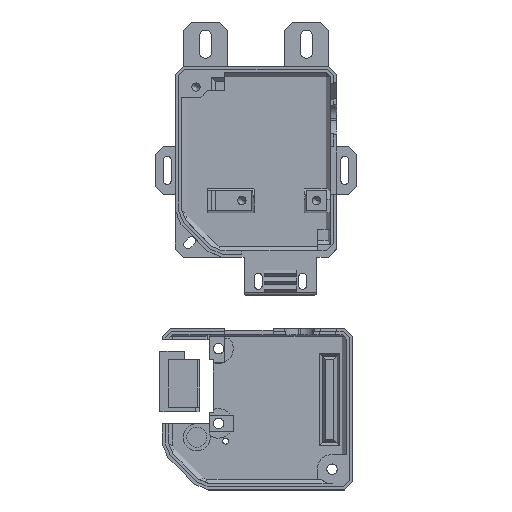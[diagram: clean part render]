
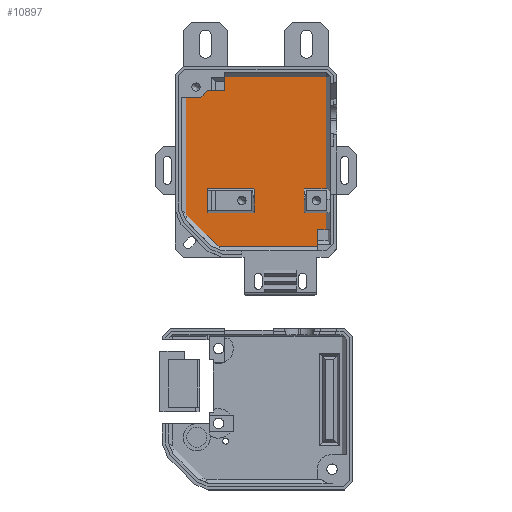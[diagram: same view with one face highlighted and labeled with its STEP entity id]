
A CAD part, top view. The second image highlights one B-rep face of the part: STEP entity #10897.
In plain terms, the highlighted face is planar.
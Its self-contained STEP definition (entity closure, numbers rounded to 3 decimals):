
#137=FACE_BOUND('',#1098,.T.);
#477=FACE_OUTER_BOUND('',#1097,.T.);
#1097=EDGE_LOOP('',(#8083,#8084,#8085,#8086,#8087,#8088,#8089,#8090,#8091,
#8092,#8093,#8094,#8095,#8096,#8097,#8098,#8099));
#1098=EDGE_LOOP('',(#8100,#8101,#8102,#8103));
#2059=LINE('',#15937,#3463);
#2085=LINE('',#15989,#3489);
#2098=LINE('',#16015,#3502);
#2101=LINE('',#16020,#3505);
#2108=LINE('',#16039,#3512);
#2111=LINE('',#16044,#3515);
#2113=LINE('',#16048,#3517);
#2114=LINE('',#16062,#3518);
#2115=LINE('',#16063,#3519);
#2116=LINE('',#16065,#3520);
#2117=LINE('',#16067,#3521);
#2118=LINE('',#16069,#3522);
#2119=LINE('',#16071,#3523);
#2120=LINE('',#16072,#3524);
#2121=LINE('',#16085,#3525);
#3463=VECTOR('',#12858,10.);
#3489=VECTOR('',#12898,10.);
#3502=VECTOR('',#12923,10.);
#3505=VECTOR('',#12930,10.);
#3512=VECTOR('',#12943,10.);
#3515=VECTOR('',#12948,10.);
#3517=VECTOR('',#12952,10.);
#3518=VECTOR('',#12957,10.);
#3519=VECTOR('',#12958,10.);
#3520=VECTOR('',#12959,10.);
#3521=VECTOR('',#12960,10.);
#3522=VECTOR('',#12961,10.);
#3523=VECTOR('',#12962,10.);
#3524=VECTOR('',#12963,10.);
#3525=VECTOR('',#12964,10.);
#4363=B_SPLINE_CURVE_WITH_KNOTS('',3,(#14845,#14846,#14847,#14848),
 .UNSPECIFIED.,.F.,.F.,(4,4),(0.173,1.),.UNSPECIFIED.);
#4367=B_SPLINE_CURVE_WITH_KNOTS('',3,(#16052,#16053,#16054,#16055),
 .UNSPECIFIED.,.F.,.F.,(4,4),(0.,1.),.UNSPECIFIED.);
#4368=B_SPLINE_CURVE_WITH_KNOTS('',3,(#16057,#16058,#16059,#16060),
 .UNSPECIFIED.,.F.,.F.,(4,4),(0.,0.827),.UNSPECIFIED.);
#4369=B_SPLINE_CURVE_WITH_KNOTS('',3,(#16075,#16076,#16077,#16078),
 .UNSPECIFIED.,.F.,.F.,(4,4),(-1.,0.),.UNSPECIFIED.);
#4370=B_SPLINE_CURVE_WITH_KNOTS('',3,(#16080,#16081,#16082,#16083),
 .UNSPECIFIED.,.F.,.F.,(4,4),(-1.,0.),.UNSPECIFIED.);
#4371=B_SPLINE_CURVE_WITH_KNOTS('',3,(#16086,#16087,#16088,#16089),
 .UNSPECIFIED.,.F.,.F.,(4,4),(-1.,0.),.UNSPECIFIED.);
#4443=VERTEX_POINT('',#14837);
#4444=VERTEX_POINT('',#14844);
#4836=VERTEX_POINT('',#15934);
#4837=VERTEX_POINT('',#15936);
#4855=VERTEX_POINT('',#15986);
#4856=VERTEX_POINT('',#15988);
#4863=VERTEX_POINT('',#16014);
#4868=VERTEX_POINT('',#16037);
#4869=VERTEX_POINT('',#16042);
#4870=VERTEX_POINT('',#16046);
#4871=VERTEX_POINT('',#16051);
#4872=VERTEX_POINT('',#16056);
#4873=VERTEX_POINT('',#16061);
#4874=VERTEX_POINT('',#16064);
#4875=VERTEX_POINT('',#16066);
#4876=VERTEX_POINT('',#16068);
#4877=VERTEX_POINT('',#16070);
#4878=VERTEX_POINT('',#16073);
#4879=VERTEX_POINT('',#16074);
#4880=VERTEX_POINT('',#16079);
#4881=VERTEX_POINT('',#16084);
#5469=EDGE_CURVE('',#4444,#4443,#4363,.T.);
#6003=EDGE_CURVE('',#4837,#4836,#2059,.T.);
#6029=EDGE_CURVE('',#4856,#4855,#2085,.T.);
#6042=EDGE_CURVE('',#4863,#4837,#2098,.T.);
#6045=EDGE_CURVE('',#4836,#4444,#2101,.T.);
#6054=EDGE_CURVE('',#4855,#4868,#2108,.T.);
#6057=EDGE_CURVE('',#4868,#4869,#2111,.T.);
#6059=EDGE_CURVE('',#4869,#4870,#2113,.T.);
#6060=EDGE_CURVE('',#4443,#4871,#4367,.T.);
#6061=EDGE_CURVE('',#4871,#4872,#4368,.T.);
#6062=EDGE_CURVE('',#4872,#4873,#2114,.T.);
#6063=EDGE_CURVE('',#4873,#4856,#2115,.T.);
#6064=EDGE_CURVE('',#4870,#4874,#2116,.T.);
#6065=EDGE_CURVE('',#4874,#4875,#2117,.T.);
#6066=EDGE_CURVE('',#4875,#4876,#2118,.T.);
#6067=EDGE_CURVE('',#4876,#4877,#2119,.T.);
#6068=EDGE_CURVE('',#4877,#4863,#2120,.T.);
#6069=EDGE_CURVE('',#4878,#4879,#4369,.T.);
#6070=EDGE_CURVE('',#4879,#4880,#4370,.T.);
#6071=EDGE_CURVE('',#4880,#4881,#2121,.T.);
#6072=EDGE_CURVE('',#4881,#4878,#4371,.T.);
#8083=ORIENTED_EDGE('',*,*,#6003,.T.);
#8084=ORIENTED_EDGE('',*,*,#6045,.T.);
#8085=ORIENTED_EDGE('',*,*,#5469,.T.);
#8086=ORIENTED_EDGE('',*,*,#6060,.T.);
#8087=ORIENTED_EDGE('',*,*,#6061,.T.);
#8088=ORIENTED_EDGE('',*,*,#6062,.T.);
#8089=ORIENTED_EDGE('',*,*,#6063,.T.);
#8090=ORIENTED_EDGE('',*,*,#6029,.T.);
#8091=ORIENTED_EDGE('',*,*,#6054,.T.);
#8092=ORIENTED_EDGE('',*,*,#6057,.T.);
#8093=ORIENTED_EDGE('',*,*,#6059,.T.);
#8094=ORIENTED_EDGE('',*,*,#6064,.T.);
#8095=ORIENTED_EDGE('',*,*,#6065,.T.);
#8096=ORIENTED_EDGE('',*,*,#6066,.T.);
#8097=ORIENTED_EDGE('',*,*,#6067,.T.);
#8098=ORIENTED_EDGE('',*,*,#6068,.T.);
#8099=ORIENTED_EDGE('',*,*,#6042,.T.);
#8100=ORIENTED_EDGE('',*,*,#6069,.T.);
#8101=ORIENTED_EDGE('',*,*,#6070,.T.);
#8102=ORIENTED_EDGE('',*,*,#6071,.T.);
#8103=ORIENTED_EDGE('',*,*,#6072,.T.);
#10385=PLANE('',#11518);
#10897=ADVANCED_FACE('',(#477,#137),#10385,.F.);
#11518=AXIS2_PLACEMENT_3D('',#16050,#12955,#12956);
#12858=DIRECTION('',(0.,0.,-1.));
#12898=DIRECTION('',(-1.,0.,0.));
#12923=DIRECTION('',(1.,0.,0.));
#12930=DIRECTION('',(1.,0.,0.));
#12943=DIRECTION('',(0.,0.,1.));
#12948=DIRECTION('',(-0.707,0.,0.707));
#12952=DIRECTION('',(0.,0.,1.));
#12955=DIRECTION('center_axis',(0.,1.,0.));
#12956=DIRECTION('ref_axis',(1.,0.,0.));
#12957=DIRECTION('',(1.,0.,0.));
#12958=DIRECTION('',(0.,0.,1.));
#12959=DIRECTION('',(-1.,0.,0.));
#12960=DIRECTION('',(-0.924,0.,-0.383));
#12961=DIRECTION('',(-0.707,0.,-0.707));
#12962=DIRECTION('',(-0.383,0.,-0.924));
#12963=DIRECTION('',(0.,0.,-1.));
#12964=DIRECTION('',(1.,0.,0.));
#14837=CARTESIAN_POINT('',(9.427,4.136,13.946));
#14844=CARTESIAN_POINT('',(9.427,4.136,8.567));
#14845=CARTESIAN_POINT('Ctrl Pts',(9.427,4.136,8.567));
#14846=CARTESIAN_POINT('Ctrl Pts',(9.427,4.136,10.36));
#14847=CARTESIAN_POINT('Ctrl Pts',(9.427,4.136,12.153));
#14848=CARTESIAN_POINT('Ctrl Pts',(9.427,4.136,13.946));
#15934=CARTESIAN_POINT('',(5.177,4.136,8.567));
#15936=CARTESIAN_POINT('',(5.177,4.136,10.696));
#15937=CARTESIAN_POINT('',(5.177,4.136,16.696));
#15986=CARTESIAN_POINT('',(39.697,4.136,33.716));
#15988=CARTESIAN_POINT('',(43.056,4.136,33.716));
#15989=CARTESIAN_POINT('',(30.875,4.136,33.716));
#16014=CARTESIAN_POINT('',(1.048,4.136,10.696));
#16015=CARTESIAN_POINT('',(13.615,4.136,10.696));
#16020=CARTESIAN_POINT('',(16.146,4.136,8.567));
#16037=CARTESIAN_POINT('',(39.697,4.136,37.946));
#16039=CARTESIAN_POINT('',(39.697,4.136,31.946));
#16042=CARTESIAN_POINT('',(38.027,4.136,39.616));
#16044=CARTESIAN_POINT('',(37.451,4.136,40.192));
#16046=CARTESIAN_POINT('',(38.027,4.136,43.325));
#16048=CARTESIAN_POINT('',(38.027,4.136,35.196));
#16050=CARTESIAN_POINT('Origin',(22.052,4.136,25.946));
#16051=CARTESIAN_POINT('',(15.427,4.136,13.946));
#16052=CARTESIAN_POINT('Ctrl Pts',(9.427,4.136,13.946));
#16053=CARTESIAN_POINT('Ctrl Pts',(11.427,4.136,13.946));
#16054=CARTESIAN_POINT('Ctrl Pts',(13.427,4.136,13.946));
#16055=CARTESIAN_POINT('Ctrl Pts',(15.427,4.136,13.946));
#16056=CARTESIAN_POINT('',(15.427,4.136,8.567));
#16057=CARTESIAN_POINT('Ctrl Pts',(15.427,4.136,13.946));
#16058=CARTESIAN_POINT('Ctrl Pts',(15.427,4.136,12.153));
#16059=CARTESIAN_POINT('Ctrl Pts',(15.427,4.136,10.36));
#16060=CARTESIAN_POINT('Ctrl Pts',(15.427,4.136,8.567));
#16061=CARTESIAN_POINT('',(43.056,4.136,8.567));
#16062=CARTESIAN_POINT('',(16.146,4.136,8.567));
#16063=CARTESIAN_POINT('',(43.056,4.136,20.946));
#16064=CARTESIAN_POINT('',(9.297,4.136,43.325));
#16065=CARTESIAN_POINT('',(27.958,4.136,43.325));
#16066=CARTESIAN_POINT('',(8.812,4.136,43.124));
#16067=CARTESIAN_POINT('',(11.547,4.136,44.257));
#16068=CARTESIAN_POINT('',(1.249,4.136,35.561));
#16069=CARTESIAN_POINT('',(6.39,4.136,40.702));
#16070=CARTESIAN_POINT('',(1.048,4.136,35.076));
#16071=CARTESIAN_POINT('',(1.376,4.136,35.867));
#16072=CARTESIAN_POINT('',(1.048,4.136,30.946));
#16073=CARTESIAN_POINT('',(15.427,4.136,26.446));
#16074=CARTESIAN_POINT('',(9.427,4.136,26.446));
#16075=CARTESIAN_POINT('Ctrl Pts',(15.427,4.136,26.446));
#16076=CARTESIAN_POINT('Ctrl Pts',(13.427,4.136,26.446));
#16077=CARTESIAN_POINT('Ctrl Pts',(11.427,4.136,26.446));
#16078=CARTESIAN_POINT('Ctrl Pts',(9.427,4.136,26.446));
#16079=CARTESIAN_POINT('',(9.427,4.136,37.946));
#16080=CARTESIAN_POINT('Ctrl Pts',(9.427,4.136,26.446));
#16081=CARTESIAN_POINT('Ctrl Pts',(9.427,4.136,30.279));
#16082=CARTESIAN_POINT('Ctrl Pts',(9.427,4.136,34.113));
#16083=CARTESIAN_POINT('Ctrl Pts',(9.427,4.136,37.946));
#16084=CARTESIAN_POINT('',(15.427,4.136,37.946));
#16085=CARTESIAN_POINT('',(18.74,4.136,37.946));
#16086=CARTESIAN_POINT('Ctrl Pts',(15.427,4.136,37.946));
#16087=CARTESIAN_POINT('Ctrl Pts',(15.427,4.136,34.113));
#16088=CARTESIAN_POINT('Ctrl Pts',(15.427,4.136,30.279));
#16089=CARTESIAN_POINT('Ctrl Pts',(15.427,4.136,26.446));
